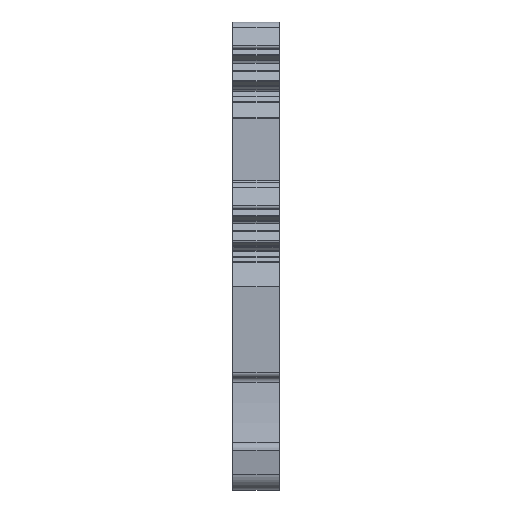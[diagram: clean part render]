
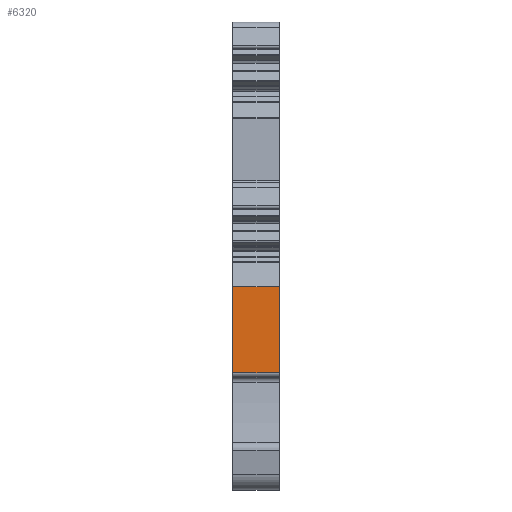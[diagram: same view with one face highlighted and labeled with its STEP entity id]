
A CAD part, front view. The second image highlights one B-rep face of the part: STEP entity #6320.
In plain terms, the highlighted planar face has unit normal (0, -1, 0).
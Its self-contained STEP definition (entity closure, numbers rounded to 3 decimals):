
#6300=AXIS2_PLACEMENT_3D('Plane Axis2P3D',#6297,#6298,#6299) ;
#754=CARTESIAN_POINT('Vertex',(5.1,0.,22.47)) ;
#757=CARTESIAN_POINT('Line Origine',(5.1,0.,17.71)) ;
#761=CARTESIAN_POINT('Vertex',(5.1,0.,12.95)) ;
#6278=CARTESIAN_POINT('Line Origine',(2.55,0.,12.95)) ;
#6282=CARTESIAN_POINT('Vertex',(0.,0.,12.95)) ;
#6297=CARTESIAN_POINT('Axis2P3D Location',(0.,0.,17.182)) ;
#6302=CARTESIAN_POINT('Line Origine',(2.55,0.,22.47)) ;
#6306=CARTESIAN_POINT('Vertex',(0.,0.,22.47)) ;
#6309=CARTESIAN_POINT('Line Origine',(0.,0.,17.71)) ;
#758=DIRECTION('Vector Direction',(0.,0.,1.)) ;
#6279=DIRECTION('Vector Direction',(-1.,0.,0.)) ;
#6298=DIRECTION('Axis2P3D Direction',(0.,-1.,0.)) ;
#6299=DIRECTION('Axis2P3D XDirection',(0.,0.,1.)) ;
#6303=DIRECTION('Vector Direction',(-1.,0.,0.)) ;
#6310=DIRECTION('Vector Direction',(0.,0.,1.)) ;
#759=VECTOR('Line Direction',#758,1.) ;
#6280=VECTOR('Line Direction',#6279,1.) ;
#6304=VECTOR('Line Direction',#6303,1.) ;
#6311=VECTOR('Line Direction',#6310,1.) ;
#6315=ORIENTED_EDGE('',*,*,#763,.T.) ;
#6316=ORIENTED_EDGE('',*,*,#6308,.T.) ;
#6317=ORIENTED_EDGE('',*,*,#6313,.F.) ;
#6318=ORIENTED_EDGE('',*,*,#6284,.T.) ;
#6320=ADVANCED_FACE('KLTR',(#6319),#6301,.T.) ;
#763=EDGE_CURVE('',#762,#755,#760,.T.) ;
#6284=EDGE_CURVE('',#6283,#762,#6281,.F.) ;
#6308=EDGE_CURVE('',#755,#6307,#6305,.T.) ;
#6313=EDGE_CURVE('',#6283,#6307,#6312,.T.) ;
#6314=EDGE_LOOP('',(#6315,#6316,#6317,#6318)) ;
#6319=FACE_OUTER_BOUND('',#6314,.T.) ;
#760=LINE('Line',#757,#759) ;
#6281=LINE('Line',#6278,#6280) ;
#6305=LINE('Line',#6302,#6304) ;
#6312=LINE('Line',#6309,#6311) ;
#6301=PLANE('',#6300) ;
#755=VERTEX_POINT('',#754) ;
#762=VERTEX_POINT('',#761) ;
#6283=VERTEX_POINT('',#6282) ;
#6307=VERTEX_POINT('',#6306) ;
